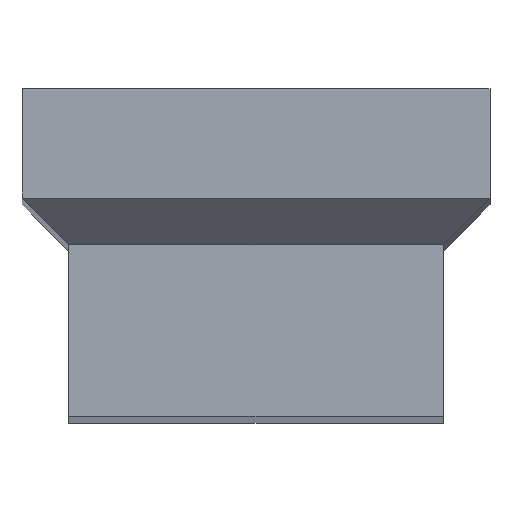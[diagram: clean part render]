
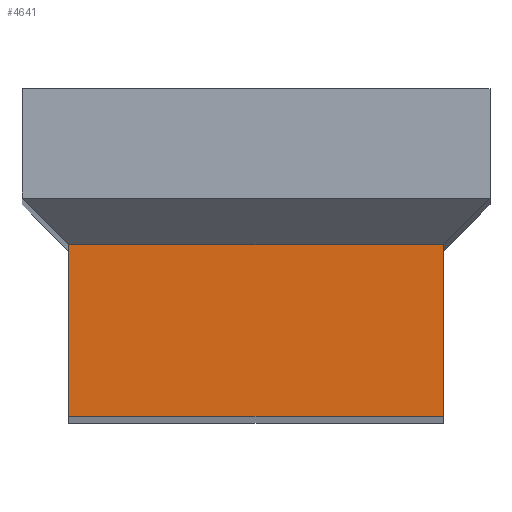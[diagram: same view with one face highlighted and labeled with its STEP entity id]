
A CAD part, top view. The second image highlights one B-rep face of the part: STEP entity #4641.
In plain terms, the highlighted planar face has unit normal (0, 0, 1).
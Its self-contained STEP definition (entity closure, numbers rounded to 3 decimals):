
#21 = CARTESIAN_POINT ( 'NONE',  ( 6., -1.5, 121.5 ) ) ;
#80 = VERTEX_POINT ( 'NONE', #21 ) ;
#83 = CARTESIAN_POINT ( 'NONE',  ( -6., -1.5, 121.5 ) ) ;
#297 = CARTESIAN_POINT ( 'NONE',  ( -6., 4., 121.5 ) ) ;
#425 = EDGE_LOOP ( 'NONE', ( #6281, #2846, #5845, #4106 ) ) ;
#1014 = VERTEX_POINT ( 'NONE', #6329 ) ;
#1043 = CARTESIAN_POINT ( 'NONE',  ( 0., 0., 121.5 ) ) ;
#1084 = PLANE ( 'NONE',  #4134 ) ;
#1389 = EDGE_CURVE ( 'NONE', #80, #3296, #6941, .T. ) ;
#1530 = VECTOR ( 'NONE', #6356, 1000. ) ;
#1549 = FACE_OUTER_BOUND ( 'NONE', #425, .T. ) ;
#1614 = DIRECTION ( 'NONE',  ( -1., 0., 0. ) ) ;
#2013 = DIRECTION ( 'NONE',  ( 0., 0., -1. ) ) ;
#2026 = LINE ( 'NONE', #4640, #1530 ) ;
#2142 = CARTESIAN_POINT ( 'NONE',  ( 6., 4., 121.5 ) ) ;
#2846 = ORIENTED_EDGE ( 'NONE', *, *, #6400, .T. ) ;
#3194 = CARTESIAN_POINT ( 'NONE',  ( 6., -1.5, 121.5 ) ) ;
#3296 = VERTEX_POINT ( 'NONE', #2142 ) ;
#3540 = LINE ( 'NONE', #297, #3926 ) ;
#3926 = VECTOR ( 'NONE', #5834, 1000. ) ;
#4106 = ORIENTED_EDGE ( 'NONE', *, *, #4206, .T. ) ;
#4134 = AXIS2_PLACEMENT_3D ( 'NONE', #1043, #2013, #1614 ) ;
#4206 = EDGE_CURVE ( 'NONE', #6165, #80, #5989, .T. ) ;
#4280 = CARTESIAN_POINT ( 'NONE',  ( -6., -1.5, 121.5 ) ) ;
#4640 = CARTESIAN_POINT ( 'NONE',  ( -6., -1.5, 121.5 ) ) ;
#4641 = ADVANCED_FACE ( 'NONE', ( #1549 ), #1084, .F. ) ;
#5317 = EDGE_CURVE ( 'NONE', #1014, #6165, #2026, .T. ) ;
#5371 = VECTOR ( 'NONE', #5953, 1000. ) ;
#5571 = VECTOR ( 'NONE', #6381, 1000. ) ;
#5834 = DIRECTION ( 'NONE',  ( -1., 0., 0. ) ) ;
#5845 = ORIENTED_EDGE ( 'NONE', *, *, #5317, .T. ) ;
#5953 = DIRECTION ( 'NONE',  ( 1., 0., 0. ) ) ;
#5989 = LINE ( 'NONE', #4280, #5371 ) ;
#6165 = VERTEX_POINT ( 'NONE', #83 ) ;
#6281 = ORIENTED_EDGE ( 'NONE', *, *, #1389, .T. ) ;
#6329 = CARTESIAN_POINT ( 'NONE',  ( -6., 4., 121.5 ) ) ;
#6356 = DIRECTION ( 'NONE',  ( 0., -1., 0. ) ) ;
#6381 = DIRECTION ( 'NONE',  ( 0., 1., 0. ) ) ;
#6400 = EDGE_CURVE ( 'NONE', #3296, #1014, #3540, .T. ) ;
#6941 = LINE ( 'NONE', #3194, #5571 ) ;
